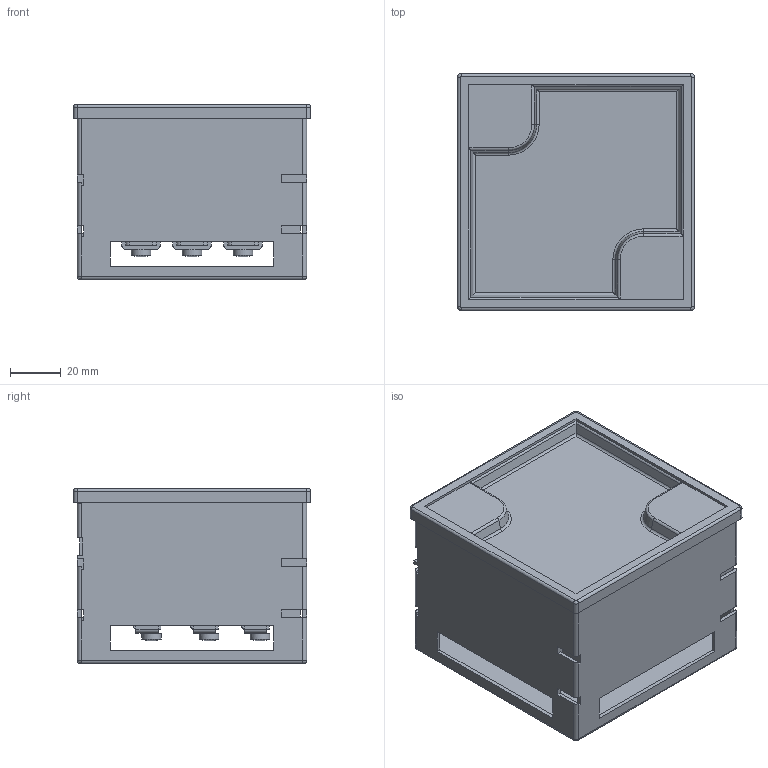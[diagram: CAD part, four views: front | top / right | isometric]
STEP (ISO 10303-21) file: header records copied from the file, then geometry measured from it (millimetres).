
FILE_DESCRIPTION(/* description */ (''),/* implementation_level */ '2;1');
FILE_NAME(/* name */ '2FQ96-x_3D CAD_2024-10-02.stp',/* time_stamp */ '2024-10-02T13:19:10+02:00',/* author */ ('JDI'),/* organization */ (''),/* preprocessor_version */ 'ST-DEVELOPER v19.2',/* originating_system */ 'Autodesk Inventor 2023',/* authorisation */ '');
FILE_SCHEMA (('AUTOMOTIVE_DESIGN { 1 0 10303 214 3 1 1 }'));
Length unit declared in the file: millimetre
Products named in the file (1): 2FQ96-x.ipt_Simplify_1
Bounding box: 93 x 93 x 68.6 mm (x, y, z)
Volume: 371007.4 mm3; surface area: 66035.4 mm2
Topology: 1 solids, 1 shells, 240 faces, 664 edges, 426 vertices
Faces by surface type: plane 154, cylinder 68, bspline 8, sphere 4, torus 4, cone 2
Full cylindrical faces by diameter (mm): 5.5 x4, 7.65 x4
Entity records: 7975 total; most frequent: CARTESIAN_POINT 1435, ORIENTED_EDGE 1320, DIRECTION 1274, EDGE_CURVE 660, LINE 504, VECTOR 504, VERTEX_POINT 426, AXIS2_PLACEMENT_3D 385
